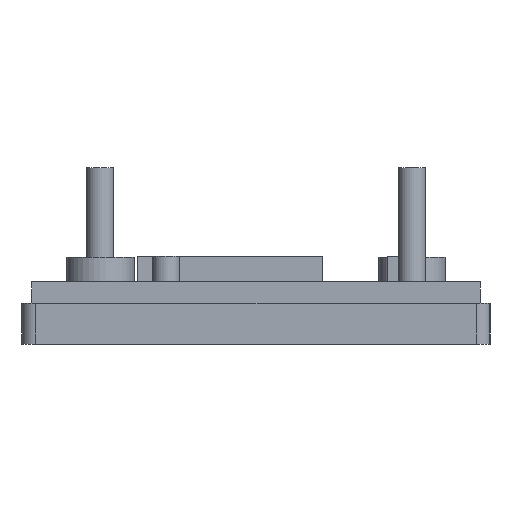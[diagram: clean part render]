
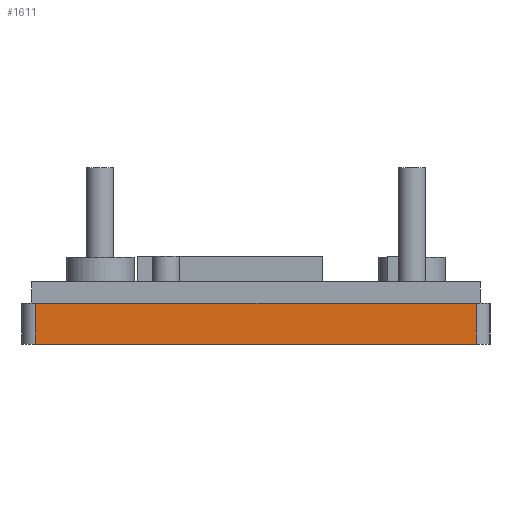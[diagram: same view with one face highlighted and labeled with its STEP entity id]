
A CAD part, left-side view. The second image highlights one B-rep face of the part: STEP entity #1611.
In plain terms, the highlighted planar face has unit normal (-1, 0, 0).
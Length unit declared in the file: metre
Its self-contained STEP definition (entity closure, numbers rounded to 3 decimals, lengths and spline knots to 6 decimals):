
#83=LINE('',#2469,#239);
#84=LINE('',#2473,#240);
#85=LINE('',#2475,#241);
#86=LINE('',#2477,#242);
#239=VECTOR('',#1959,1.);
#240=VECTOR('',#1964,1.);
#241=VECTOR('',#1965,1.);
#242=VECTOR('',#1966,1.);
#412=ORIENTED_EDGE('',*,*,#831,.T.);
#413=ORIENTED_EDGE('',*,*,#832,.F.);
#414=ORIENTED_EDGE('',*,*,#833,.F.);
#415=ORIENTED_EDGE('',*,*,#829,.T.);
#829=EDGE_CURVE('',#1039,#1038,#83,.T.);
#831=EDGE_CURVE('',#1038,#1040,#84,.T.);
#832=EDGE_CURVE('',#1041,#1040,#85,.T.);
#833=EDGE_CURVE('',#1039,#1041,#86,.T.);
#1038=VERTEX_POINT('',#2468);
#1039=VERTEX_POINT('',#2470);
#1040=VERTEX_POINT('',#2474);
#1041=VERTEX_POINT('',#2476);
#1214=EDGE_LOOP('',(#412,#413,#414,#415));
#1386=FACE_BOUND('',#1214,.T.);
#1535=PLANE('',#1741);
#1611=ADVANCED_FACE('',(#1386),#1535,.F.);
#1741=AXIS2_PLACEMENT_3D('',#2472,#1962,#1963);
#1959=DIRECTION('',(0.,0.,-1.));
#1962=DIRECTION('',(1.,0.,0.));
#1963=DIRECTION('',(0.,1.,0.));
#1964=DIRECTION('',(0.,-1.,0.));
#1965=DIRECTION('',(0.,0.,-1.));
#1966=DIRECTION('',(0.,-1.,0.));
#2468=CARTESIAN_POINT('',(-0.0555,0.017088,0.));
#2469=CARTESIAN_POINT('',(-0.0555,0.017088,0.003));
#2470=CARTESIAN_POINT('',(-0.0555,0.017088,0.003));
#2472=CARTESIAN_POINT('',(-0.0555,0.000838,0.003));
#2473=CARTESIAN_POINT('',(-0.0555,0.000838,0.));
#2474=CARTESIAN_POINT('',(-0.0555,-0.015412,0.));
#2475=CARTESIAN_POINT('',(-0.0555,-0.015412,0.003));
#2476=CARTESIAN_POINT('',(-0.0555,-0.015412,0.003));
#2477=CARTESIAN_POINT('',(-0.0555,0.000838,0.003));
